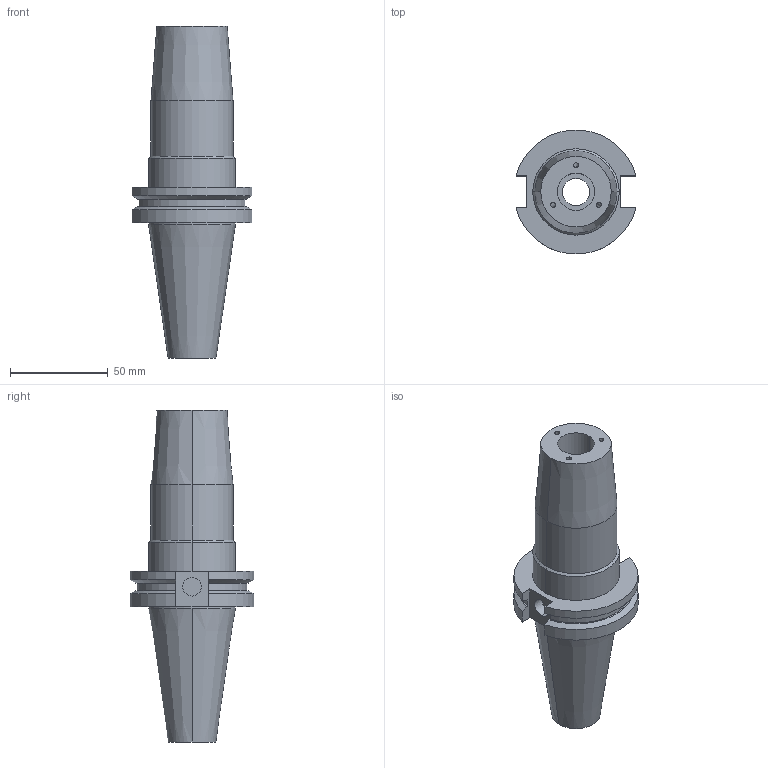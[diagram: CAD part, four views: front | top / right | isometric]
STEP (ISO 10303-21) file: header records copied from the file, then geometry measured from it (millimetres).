
FILE_DESCRIPTION (( 'STEP AP203' ), '1' );
FILE_NAME ('STP-46.651.64.400B.STEP', '2019-07-31T01:39:54', ( '' ), ( '' ), 'SwSTEP 2.0', 'SolidWorks 2017', '' );
FILE_SCHEMA (( 'CONFIG_CONTROL_DESIGN' ));
Length unit declared in the file: millimetre
Products named in the file (1): STP-46.651.64.400B
Bounding box: 61.35 x 63.26 x 169.85 mm (x, y, z)
Volume: 190362.9 mm3; surface area: 37040.8 mm2
Topology: 1 solids, 1 shells, 68 faces, 163 edges, 104 vertices
Faces by surface type: cylinder 36, plane 22, cone 10
Entity records: 2318 total; most frequent: CARTESIAN_POINT 642, DIRECTION 337, ORIENTED_EDGE 326, EDGE_CURVE 163, AXIS2_PLACEMENT_3D 131, VERTEX_POINT 104, EDGE_LOOP 83, LINE 75
